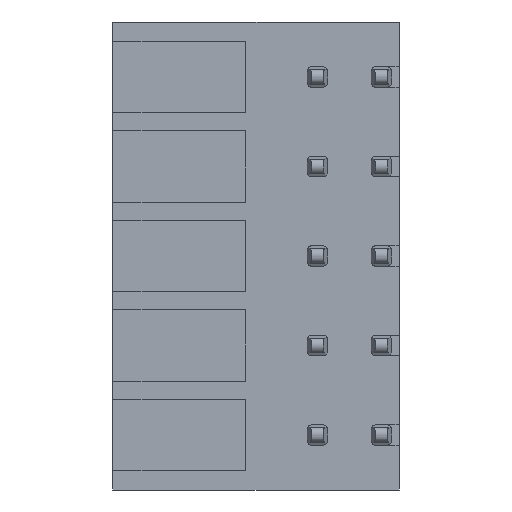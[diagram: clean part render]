
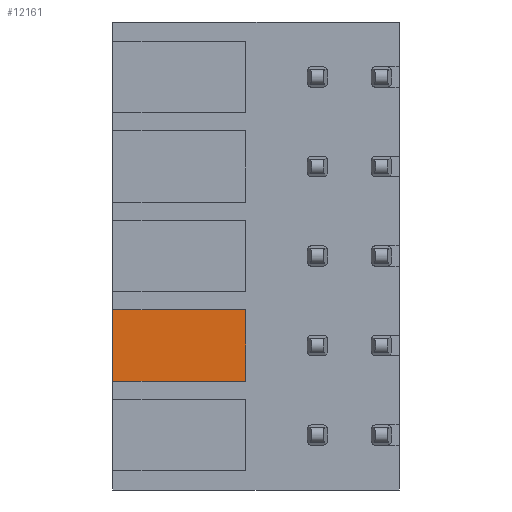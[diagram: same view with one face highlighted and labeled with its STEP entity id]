
A CAD part, front view. The second image highlights one B-rep face of the part: STEP entity #12161.
In plain terms, the highlighted planar face has unit normal (0, -1, 0).
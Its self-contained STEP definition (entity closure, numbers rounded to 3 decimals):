
#452=PLANE('',#12923);
#1311=ORIENTED_EDGE('',*,*,#4901,.F.);
#1312=ORIENTED_EDGE('',*,*,#4902,.F.);
#1313=ORIENTED_EDGE('',*,*,#4903,.F.);
#1314=ORIENTED_EDGE('',*,*,#4904,.F.);
#4901=EDGE_CURVE('',#6694,#6695,#7897,.T.);
#4902=EDGE_CURVE('',#6696,#6694,#7898,.T.);
#4903=EDGE_CURVE('',#6697,#6696,#7899,.T.);
#4904=EDGE_CURVE('',#6695,#6697,#7900,.T.);
#6694=VERTEX_POINT('',#17873);
#6695=VERTEX_POINT('',#17874);
#6696=VERTEX_POINT('',#17876);
#6697=VERTEX_POINT('',#17878);
#7897=LINE('',#17872,#9195);
#7898=LINE('',#17875,#9196);
#7899=LINE('',#17877,#9197);
#7900=LINE('',#17879,#9198);
#9195=VECTOR('',#14258,1000.);
#9196=VECTOR('',#14259,1000.);
#9197=VECTOR('',#14260,1000.);
#9198=VECTOR('',#14261,1000.);
#10448=EDGE_LOOP('',(#1311,#1312,#1313,#1314));
#11227=FACE_BOUND('',#10448,.T.);
#12161=ADVANCED_FACE('',(#11227),#452,.F.);
#12923=AXIS2_PLACEMENT_3D('',#17871,#14256,#14257);
#14256=DIRECTION('',(0.,1.,0.));
#14257=DIRECTION('',(0.,0.,1.));
#14258=DIRECTION('',(0.,0.,-1.));
#14259=DIRECTION('',(1.,0.,0.));
#14260=DIRECTION('',(0.,0.,1.));
#14261=DIRECTION('',(-1.,0.,0.));
#17871=CARTESIAN_POINT('',(2.6,0.25,5.487));
#17872=CARTESIAN_POINT('',(5.2,0.25,6.887));
#17873=CARTESIAN_POINT('',(5.2,0.25,6.887));
#17874=CARTESIAN_POINT('',(5.2,0.25,4.087));
#17875=CARTESIAN_POINT('',(0.,0.25,6.887));
#17876=CARTESIAN_POINT('',(0.,0.25,6.887));
#17877=CARTESIAN_POINT('',(0.,0.25,59.737));
#17878=CARTESIAN_POINT('',(0.,0.25,4.087));
#17879=CARTESIAN_POINT('',(5.2,0.25,4.087));
